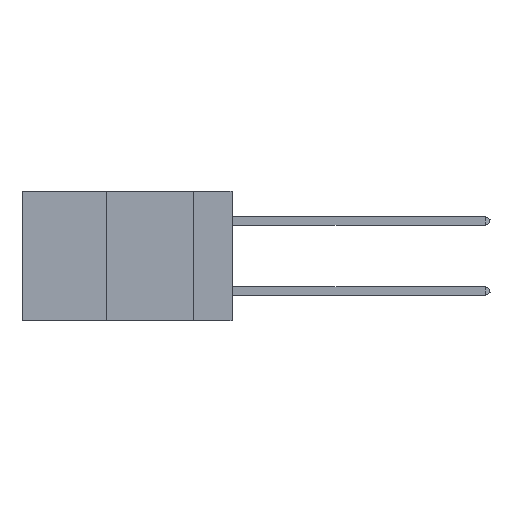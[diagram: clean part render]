
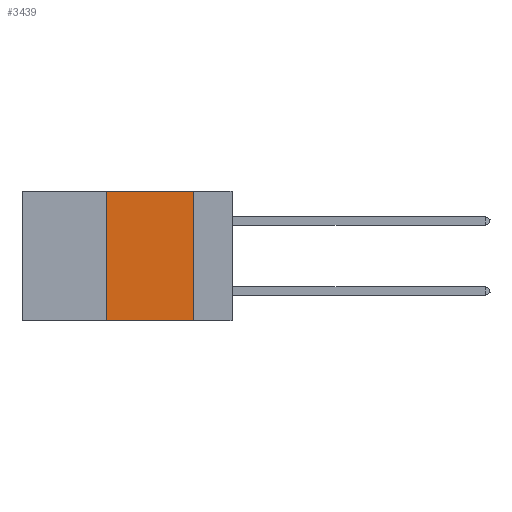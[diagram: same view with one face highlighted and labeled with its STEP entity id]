
A CAD part, left-side view. The second image highlights one B-rep face of the part: STEP entity #3439.
In plain terms, the highlighted planar face has unit normal (-1, 0, 0).
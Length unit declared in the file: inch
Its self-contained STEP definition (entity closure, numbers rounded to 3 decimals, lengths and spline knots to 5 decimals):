
#140 = CARTESIAN_POINT ( 'NONE',  ( 0., 0.36, 0. ) ) ;
#725 = DIRECTION ( 'NONE',  ( 0., 0., -1. ) ) ;
#1732 = EDGE_CURVE ( 'NONE', #11907, #12672, #18249, .T. ) ;
#3439 = ADVANCED_FACE ( 'NONE', ( #4495 ), #28814, .F. ) ;
#4495 = FACE_OUTER_BOUND ( 'NONE', #14903, .T. ) ;
#4860 = CARTESIAN_POINT ( 'NONE',  ( 0., 0.6, 0. ) ) ;
#4924 = CARTESIAN_POINT ( 'NONE',  ( 0., 0.36, 0. ) ) ;
#7065 = VECTOR ( 'NONE', #43631, 39.37008 ) ;
#7626 = CARTESIAN_POINT ( 'NONE',  ( 0., 0.11, -0.37 ) ) ;
#8663 = DIRECTION ( 'NONE',  ( 1., 0., 0. ) ) ;
#11528 = DIRECTION ( 'NONE',  ( 0., 0., -1. ) ) ;
#11907 = VERTEX_POINT ( 'NONE', #38891 ) ;
#12298 = DIRECTION ( 'NONE',  ( 0., -1., 0. ) ) ;
#12672 = VERTEX_POINT ( 'NONE', #7626 ) ;
#13062 = ORIENTED_EDGE ( 'NONE', *, *, #18543, .F. ) ;
#14903 = EDGE_LOOP ( 'NONE', ( #25647, #13062, #32562, #42198 ) ) ;
#16406 = DIRECTION ( 'NONE',  ( 0., -1., 0. ) ) ;
#16580 = CARTESIAN_POINT ( 'NONE',  ( 0., 0.6, -0.37 ) ) ;
#18249 = LINE ( 'NONE', #51089, #47303 ) ;
#18543 = EDGE_CURVE ( 'NONE', #44233, #11907, #37241, .T. ) ;
#18553 = EDGE_CURVE ( 'NONE', #39555, #12672, #50567, .T. ) ;
#24675 = CARTESIAN_POINT ( 'NONE',  ( 0., 0.6, 0. ) ) ;
#25647 = ORIENTED_EDGE ( 'NONE', *, *, #1732, .F. ) ;
#25668 = VECTOR ( 'NONE', #12298, 39.37008 ) ;
#28814 = PLANE ( 'NONE',  #43411 ) ;
#30287 = VECTOR ( 'NONE', #16406, 39.37008 ) ;
#32562 = ORIENTED_EDGE ( 'NONE', *, *, #48011, .F. ) ;
#37241 = LINE ( 'NONE', #4860, #30287 ) ;
#38891 = CARTESIAN_POINT ( 'NONE',  ( 0., 0.11, 0. ) ) ;
#39555 = VERTEX_POINT ( 'NONE', #44123 ) ;
#41021 = LINE ( 'NONE', #140, #7065 ) ;
#42198 = ORIENTED_EDGE ( 'NONE', *, *, #18553, .T. ) ;
#43411 = AXIS2_PLACEMENT_3D ( 'NONE', #24675, #8663, #725 ) ;
#43631 = DIRECTION ( 'NONE',  ( 0., 0., 1. ) ) ;
#44123 = CARTESIAN_POINT ( 'NONE',  ( 0., 0.36, -0.37 ) ) ;
#44233 = VERTEX_POINT ( 'NONE', #4924 ) ;
#47303 = VECTOR ( 'NONE', #11528, 39.37008 ) ;
#48011 = EDGE_CURVE ( 'NONE', #39555, #44233, #41021, .T. ) ;
#50567 = LINE ( 'NONE', #16580, #25668 ) ;
#51089 = CARTESIAN_POINT ( 'NONE',  ( 0., 0.11, 0. ) ) ;
